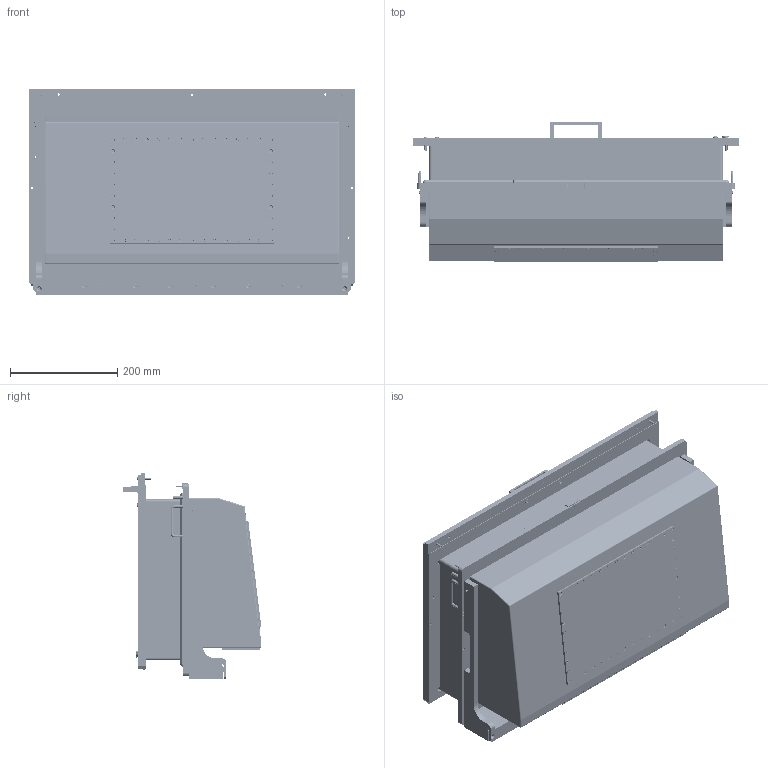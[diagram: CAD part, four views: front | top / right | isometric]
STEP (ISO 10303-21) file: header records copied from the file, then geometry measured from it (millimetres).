
FILE_DESCRIPTION (( 'STEP AP214' ), '1' );
FILE_NAME ('INGUN_154114.STEP', '2022-02-14T12:44:03', ( '' ), ( '' ), 'SwSTEP 2.0', 'SolidWorks 2018', '' );
FILE_SCHEMA (( 'AUTOMOTIVE_DESIGN' ));
Length unit declared in the file: millimetre
Products named in the file (59): DIN6325~n_03,0m6x016; DIN7991~n_M04,0x016; 112171~2_S; 111938~1_S; DIN912~n_M03,0x012; 43627~0_Hub 22,5mm<Standard>; ISO7380~n_M04,0x006; 112197~0; 112497~2; 110222~0_S; DIN7991~n_M03,0x010 VA; 48213~0_S; 32914~2_S; 32293~0_S; 32915~2_S; DIN912~n_M04,0x012; 2229~6; 112555~0; 109880~0_S; 111902~0_S; 1607~1; DIN6325~n_04,0m6x012; 1598~0; 2196~6; DIN7991~n_M03,0x006; INGUN_154114; 32918~2_S; 32917~1_S; 111939~1_S; 112376~0_S; 112490~0_KUNDE<Standard>; 109866~7; 112556~0_S; 35419~0; 45869~1_S; ISO7380~n_M04,0x016; 41369~1_S; 112489~0_KUNDE<Standard>; 41899~3_flexiebel <S>; ISO7380~n_M03,0x008 ...
Assembly tree (201 placements, depth 4):
  INGUN_154114
    112489~0_KUNDE<Standard>
      1607~1
      41369~1_S  x4
      48213~0_S
      5015~0
      112168~2_KUNDE<S>
      112171~2_S
      112497~2
      DIN7991~n_M03,0x006
      ISO7380~n_M03,0x008  x2
      ISO7380~n_M04,0x016  x4
      DIN912~n_M04,0x016  x2
      DIN7979~n_04,0m6x020M3  x2
      ISO7380~n_M04,0x006  x3
      ISO7380~n_M04,0x008
      ISO7380~n_M04,0x010  x4
      110222~0_S
    112490~0_KUNDE<Standard>
      109866~7
      112196~0_KUNDE<S>
        112197~0
        111938~1_S
        32914~2_S
        32915~2_S
        111939~1_S
        32917~1_S  x2
        32918~2_S  x2
        DIN7991~n_M03,0x008 VA  x84
        DIN7991~n_M03,0x006  x8
      50091~0_S
      111902~0_S  x2
      112556~0_S
      112555~0
      35419~0  x4
      2196~6  x2
      2229~6  x2
      43627~0_Hub 22,5mm<Standard>  x4
      32293~0_S
      112376~0_S
      1598~0  x2
      41899~3_flexiebel <S>
        KS-113-Master~-k-s_KS-113 23
        GKS-114-0015~-g-k-s_Hub = 08,0 <S>
        53731~0
        3917~3_M 3 A
      2528~0
      DIN912~n_M03,0x012  x4
      DIN6325~n_04,0m6x014  x2
      DIN912~n_M04,0x012  x4
      DIN7991~n_M03,0x010 VA
      DIN6325~n_06,0m6x030
      DIN6325~n_03,0m6x016
      DIN6325~n_03,0m6x024
      ISO7380~n_M04,0x010  x2
      DIN7991~n_M04,0x010
    45869~1_S
    109880~0_S
    DIN6325~n_04,0m6x016  x3
    DIN7991~n_M04,0x016  x12
Bounding box: 606 x 258.29 x 382.75 mm (x, y, z)
Volume: 7903342 mm3; surface area: 3479391.5 mm2
Topology: 211 solids, 211 shells, 8368 faces, 20590 edges, 13102 vertices
Faces by surface type: cylinder 4625, plane 2431, cone 1114, torus 124, sphere 66, bspline 8
Entity records: 146916 total; most frequent: DIRECTION 25183, CARTESIAN_POINT 24841, ORIENTED_EDGE 21632, EDGE_CURVE 10816, AXIS2_PLACEMENT_3D 9678, VERTEX_POINT 7010, EDGE_LOOP 6004, LINE 5827
